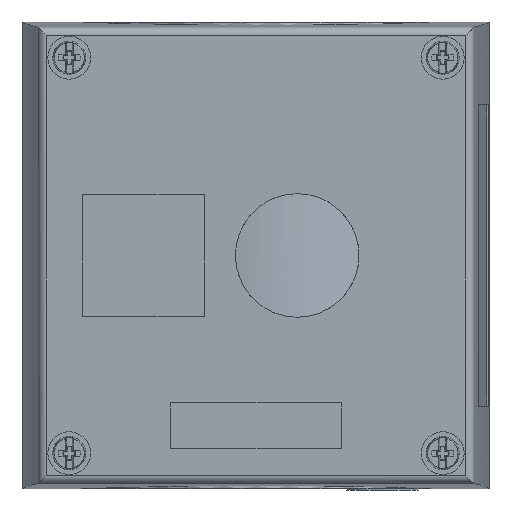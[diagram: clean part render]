
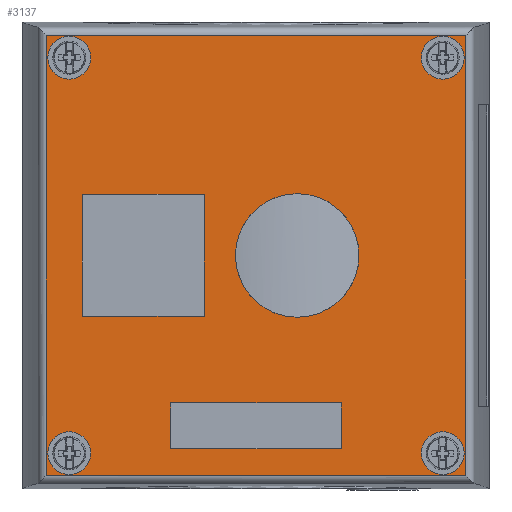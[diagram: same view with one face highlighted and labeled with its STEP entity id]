
A CAD part, front view. The second image highlights one B-rep face of the part: STEP entity #3137.
In plain terms, the highlighted planar face has unit normal (0, -1, 0).
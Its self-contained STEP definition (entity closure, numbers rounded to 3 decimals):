
#1397 = EDGE_CURVE( '', #4137, #4137, #4138, .T. );
#1399 = EDGE_CURVE( '', #4140, #4141, #4142, .T. );
#1443 = EDGE_CURVE( '', #4222, #4222, #4223, .T. );
#2159 = EDGE_CURVE( '', #5401, #5402, #5403, .T. );
#2257 = EDGE_CURVE( '', #4614, #5401, #5555, .T. );
#2443 = EDGE_CURVE( '', #5402, #5463, #5820, .T. );
#2465 = EDGE_CURVE( '', #5849, #5849, #5850, .T. );
#2813 = EDGE_CURVE( '', #4141, #5513, #6330, .T. );
#2889 = EDGE_CURVE( '', #6434, #6435, #6436, .T. );
#3057 = EDGE_CURVE( '', #5463, #4614, #6658, .T. );
#3137 = ADVANCED_FACE( '', ( #6764, #6765, #6766, #6767, #6768, #6769, #6770, #6771 ), #6772, .T. );
#3233 = EDGE_CURVE( '', #6893, #6893, #6894, .T. );
#3285 = EDGE_CURVE( '', #5595, #6434, #6959, .T. );
#3295 = EDGE_CURVE( '', #6970, #4140, #6971, .T. );
#3777 = EDGE_CURVE( '', #7153, #5595, #7549, .T. );
#4015 = EDGE_CURVE( '', #6435, #7153, #7834, .T. );
#4039 = EDGE_CURVE( '', #6970, #5513, #7862, .T. );
#4043 = EDGE_CURVE( '', #7866, #7866, #7867, .T. );
#4137 = VERTEX_POINT( '', #7971 );
#4138 = CIRCLE( '', #7972, 3.9 );
#4140 = VERTEX_POINT( '', #7975 );
#4141 = VERTEX_POINT( '', #7976 );
#4142 = LINE( '', #7977, #7978 );
#4222 = VERTEX_POINT( '', #8081 );
#4223 = CIRCLE( '', #8082, 11.25 );
#4614 = VERTEX_POINT( '', #8655 );
#5401 = VERTEX_POINT( '', #10093 );
#5402 = VERTEX_POINT( '', #10094 );
#5403 = LINE( '', #10095, #10096 );
#5463 = VERTEX_POINT( '', #10192 );
#5513 = VERTEX_POINT( '', #10262 );
#5555 = LINE( '', #10331, #10332 );
#5595 = VERTEX_POINT( '', #10407 );
#5820 = LINE( '', #10821, #10822 );
#5849 = VERTEX_POINT( '', #10863 );
#5850 = CIRCLE( '', #10864, 3.9 );
#6330 = LINE( '', #11632, #11633 );
#6434 = VERTEX_POINT( '', #11786 );
#6435 = VERTEX_POINT( '', #11787 );
#6436 = LINE( '', #11788, #11789 );
#6658 = LINE( '', #12197, #12198 );
#6764 = FACE_OUTER_BOUND( '', #12363, .T. );
#6765 = FACE_BOUND( '', #12364, .T. );
#6766 = FACE_BOUND( '', #12365, .T. );
#6767 = FACE_BOUND( '', #12366, .T. );
#6768 = FACE_BOUND( '', #12367, .T. );
#6769 = FACE_BOUND( '', #12368, .T. );
#6770 = FACE_BOUND( '', #12369, .T. );
#6771 = FACE_BOUND( '', #12370, .T. );
#6772 = PLANE( '', #12371 );
#6893 = VERTEX_POINT( '', #12585 );
#6894 = CIRCLE( '', #12586, 3.9 );
#6959 = LINE( '', #12692, #12693 );
#6970 = VERTEX_POINT( '', #12714 );
#6971 = LINE( '', #12715, #12716 );
#7153 = VERTEX_POINT( '', #13015 );
#7549 = LINE( '', #13744, #13745 );
#7834 = LINE( '', #14224, #14225 );
#7862 = LINE( '', #14272, #14273 );
#7866 = VERTEX_POINT( '', #14280 );
#7867 = CIRCLE( '', #14281, 3.9 );
#7971 = CARTESIAN_POINT( '', ( 30.4, 0., -36. ) );
#7972 = AXIS2_PLACEMENT_3D( '', #14437, #14438, #14439 );
#7975 = CARTESIAN_POINT( '', ( 30.676, 0., 40.044 ) );
#7976 = CARTESIAN_POINT( '', ( 30.676, 0., -40.044 ) );
#7977 = CARTESIAN_POINT( '', ( 30.676, 0., 42.5 ) );
#7978 = VECTOR( '', #14440, 1000. );
#8081 = CARTESIAN_POINT( '', ( 11.25, 0., 0. ) );
#8082 = AXIS2_PLACEMENT_3D( '', #14526, #14527, #14528 );
#8655 = CARTESIAN_POINT( '', ( -39.1, 0., 11.1 ) );
#10093 = CARTESIAN_POINT( '', ( -16.9, 0., 11.1 ) );
#10094 = CARTESIAN_POINT( '', ( -16.9, 0., -11.1 ) );
#10095 = CARTESIAN_POINT( '', ( -16.9, 0., 21.25 ) );
#10096 = VECTOR( '', #15801, 1000. );
#10192 = CARTESIAN_POINT( '', ( -39.1, 0., -11.1 ) );
#10262 = CARTESIAN_POINT( '', ( -45.676, 0., -40.044 ) );
#10331 = CARTESIAN_POINT( '', ( -36.838, 0., 11.1 ) );
#10332 = VECTOR( '', #16037, 1000. );
#10407 = CARTESIAN_POINT( '', ( 8.05, 0., -26.85 ) );
#10821 = CARTESIAN_POINT( '', ( -36.838, 0., -11.1 ) );
#10822 = VECTOR( '', #16338, 1000. );
#10863 = CARTESIAN_POINT( '', ( -37.6, 0., -36. ) );
#10864 = AXIS2_PLACEMENT_3D( '', #16385, #16386, #16387 );
#11632 = CARTESIAN_POINT( '', ( -7.5, 0., -40.044 ) );
#11633 = VECTOR( '', #17161, 1000. );
#11786 = CARTESIAN_POINT( '', ( 8.05, 0., -35.15 ) );
#11787 = CARTESIAN_POINT( '', ( -23.05, 0., -35.15 ) );
#11788 = CARTESIAN_POINT( '', ( -34.363, 0., -35.15 ) );
#11789 = VECTOR( '', #17331, 1000. );
#12197 = CARTESIAN_POINT( '', ( -39.1, 0., 21.25 ) );
#12198 = VECTOR( '', #17662, 1000. );
#12363 = EDGE_LOOP( '', ( #17853, #17854, #17855, #17856 ) );
#12364 = EDGE_LOOP( '', ( #17857, #17858, #17859, #17860 ) );
#12365 = EDGE_LOOP( '', ( #17861 ) );
#12366 = EDGE_LOOP( '', ( #17862 ) );
#12367 = EDGE_LOOP( '', ( #17863 ) );
#12368 = EDGE_LOOP( '', ( #17864 ) );
#12369 = EDGE_LOOP( '', ( #17865, #17866, #17867, #17868 ) );
#12370 = EDGE_LOOP( '', ( #17869 ) );
#12371 = AXIS2_PLACEMENT_3D( '', #17870, #17871, #17872 );
#12585 = CARTESIAN_POINT( '', ( -37.6, 0., 36. ) );
#12586 = AXIS2_PLACEMENT_3D( '', #18025, #18026, #18027 );
#12692 = CARTESIAN_POINT( '', ( 8.05, 0., 3.675 ) );
#12693 = VECTOR( '', #18119, 1000. );
#12714 = CARTESIAN_POINT( '', ( -45.676, 0., 40.044 ) );
#12715 = CARTESIAN_POINT( '', ( -7.5, 0., 40.044 ) );
#12716 = VECTOR( '', #18132, 1000. );
#13015 = CARTESIAN_POINT( '', ( -23.05, 0., -26.85 ) );
#13744 = CARTESIAN_POINT( '', ( -18.813, 0., -26.85 ) );
#13745 = VECTOR( '', #19054, 1000. );
#14224 = CARTESIAN_POINT( '', ( -23.05, 0., 7.825 ) );
#14225 = VECTOR( '', #19518, 1000. );
#14272 = CARTESIAN_POINT( '', ( -45.676, 0., 42.5 ) );
#14273 = VECTOR( '', #19561, 1000. );
#14280 = CARTESIAN_POINT( '', ( 30.4, 0., 36. ) );
#14281 = AXIS2_PLACEMENT_3D( '', #19563, #19564, #19565 );
#14437 = CARTESIAN_POINT( '', ( 26.5, 0., -36. ) );
#14438 = DIRECTION( '', ( 0., 1., 0. ) );
#14439 = DIRECTION( '', ( 1., 0., 0. ) );
#14440 = DIRECTION( '', ( 0., 0., -1. ) );
#14526 = CARTESIAN_POINT( '', ( 0., 0., 0. ) );
#14527 = DIRECTION( '', ( 0., 1., 0. ) );
#14528 = DIRECTION( '', ( 1., 0., 0. ) );
#15801 = DIRECTION( '', ( 0., 0., -1. ) );
#16037 = DIRECTION( '', ( 1., 0., 0. ) );
#16338 = DIRECTION( '', ( -1., 0., 0. ) );
#16385 = CARTESIAN_POINT( '', ( -41.5, 0., -36. ) );
#16386 = DIRECTION( '', ( 0., 1., 0. ) );
#16387 = DIRECTION( '', ( 1., 0., 0. ) );
#17161 = DIRECTION( '', ( -1., 0., 0. ) );
#17331 = DIRECTION( '', ( -1., 0., 0. ) );
#17662 = DIRECTION( '', ( 0., 0., 1. ) );
#17853 = ORIENTED_EDGE( '', *, *, #1399, .F. );
#17854 = ORIENTED_EDGE( '', *, *, #3295, .F. );
#17855 = ORIENTED_EDGE( '', *, *, #4039, .T. );
#17856 = ORIENTED_EDGE( '', *, *, #2813, .F. );
#17857 = ORIENTED_EDGE( '', *, *, #3285, .T. );
#17858 = ORIENTED_EDGE( '', *, *, #2889, .T. );
#17859 = ORIENTED_EDGE( '', *, *, #4015, .T. );
#17860 = ORIENTED_EDGE( '', *, *, #3777, .T. );
#17861 = ORIENTED_EDGE( '', *, *, #4043, .T. );
#17862 = ORIENTED_EDGE( '', *, *, #1397, .T. );
#17863 = ORIENTED_EDGE( '', *, *, #3233, .T. );
#17864 = ORIENTED_EDGE( '', *, *, #2465, .T. );
#17865 = ORIENTED_EDGE( '', *, *, #2257, .T. );
#17866 = ORIENTED_EDGE( '', *, *, #2159, .T. );
#17867 = ORIENTED_EDGE( '', *, *, #2443, .T. );
#17868 = ORIENTED_EDGE( '', *, *, #3057, .T. );
#17869 = ORIENTED_EDGE( '', *, *, #1443, .T. );
#17870 = CARTESIAN_POINT( '', ( -45.676, 0., 42.5 ) );
#17871 = DIRECTION( '', ( 0., -1., 0. ) );
#17872 = DIRECTION( '', ( 0., 0., -1. ) );
#18025 = CARTESIAN_POINT( '', ( -41.5, 0., 36. ) );
#18026 = DIRECTION( '', ( 0., 1., 0. ) );
#18027 = DIRECTION( '', ( 1., 0., 0. ) );
#18119 = DIRECTION( '', ( 0., 0., -1. ) );
#18132 = DIRECTION( '', ( 1., 0., 0. ) );
#19054 = DIRECTION( '', ( 1., 0., 0. ) );
#19518 = DIRECTION( '', ( 0., 0., 1. ) );
#19561 = DIRECTION( '', ( 0., 0., -1. ) );
#19563 = CARTESIAN_POINT( '', ( 26.5, 0., 36. ) );
#19564 = DIRECTION( '', ( 0., 1., 0. ) );
#19565 = DIRECTION( '', ( 1., 0., 0. ) );
